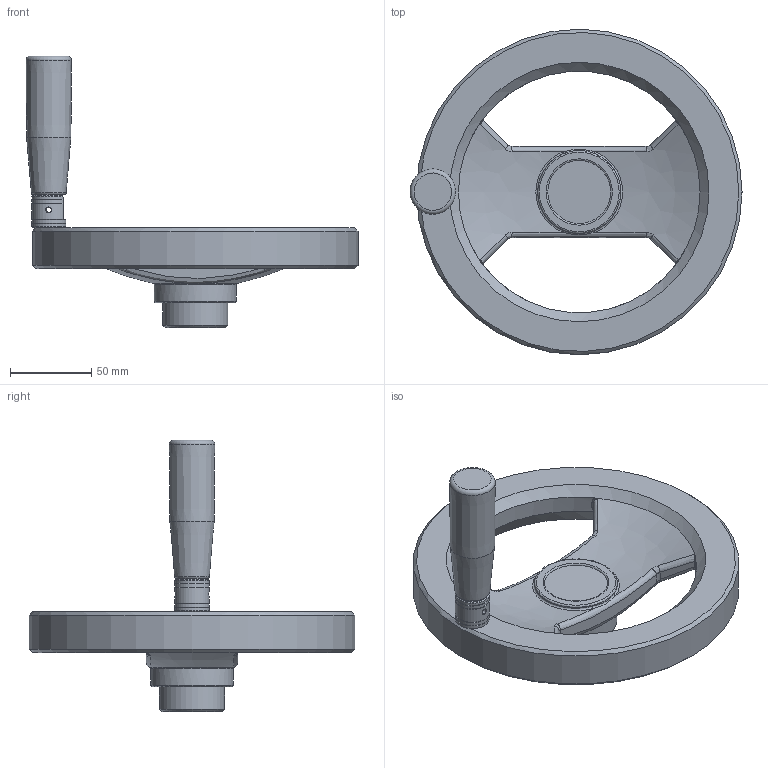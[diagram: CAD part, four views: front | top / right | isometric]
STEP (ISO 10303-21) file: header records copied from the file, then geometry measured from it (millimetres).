
FILE_DESCRIPTION( ( 'Unknown' ), '1' );
FILE_NAME( '6154010_VR2_200-MR.stp', 'Unknown', ( 'Unknown' ), ( 'Unknown' ), 'PSStep 10.0', 'Unknown', ' ' );
FILE_SCHEMA( ( 'automotive_design' ) );
Length unit declared in the file: millimetre
Products named in the file (3): 1831028
Bounding box: 203.97 x 200 x 167 mm (x, y, z)
Volume: 539058.8 mm3; surface area: 92108.1 mm2
Topology: 3 solids, 4 shells, 188 faces, 457 edges, 278 vertices
Faces by surface type: plane 62, cylinder 44, bspline 38, cone 32, torus 11, sphere 1
Full cylindrical faces by diameter (mm): 3.2 x2, 3.5 x1, 5.422 x1, 6 x2, 6.95 x1, 7.03 x1, 8.17 x1, 8.3 x1, 9.3 x1, 11 x1, 11.52 x1, 11.538 x1, 12 x1, 13 x1, 13.076 x1, 21 x2, 32 x1, 40 x1, 50.5 x1, 51 x1, 200 x1
Entity records: 12151 total; most frequent: CARTESIAN_POINT 6854, ORIENTED_EDGE 740, DIRECTION 727, EDGE_CURVE 370, AXIS2_PLACEMENT_3D 316, EDGE_LOOP 266, VERTEX_POINT 249, FACE_OUTER_BOUND 221
